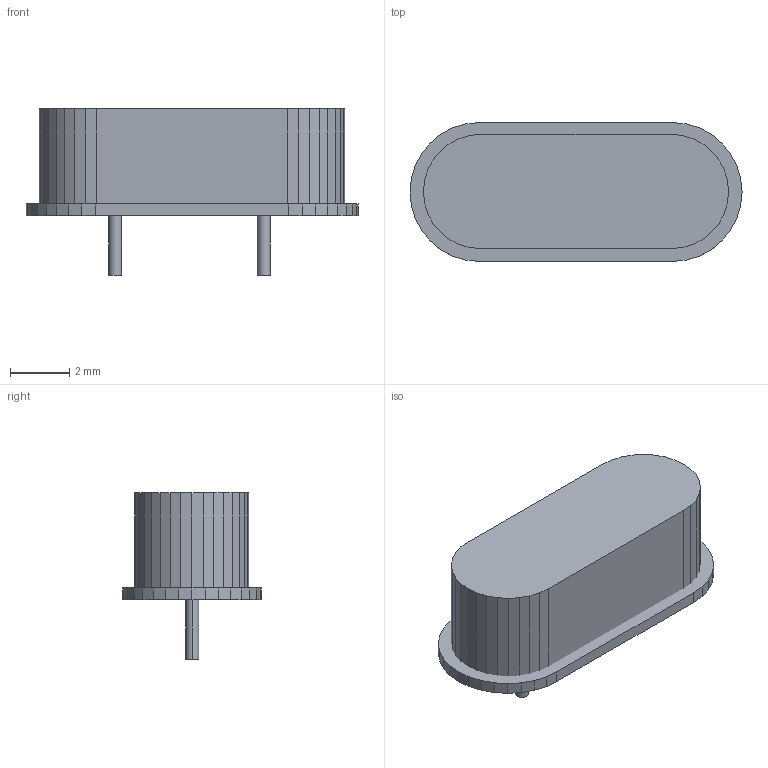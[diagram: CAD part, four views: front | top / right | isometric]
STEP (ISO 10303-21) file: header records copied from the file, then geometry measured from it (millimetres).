
FILE_DESCRIPTION (( 'STEP AP214' ), '1' );
FILE_NAME ('SW3dPS-HC49S.STEP', '2009-05-11T14:43:03', ( 'sysAdmin' ), ( 'SolidWorks' ), 'SwSTEP 2.0', 'SolidWorks 2009', '' );
FILE_SCHEMA (( 'AUTOMOTIVE_DESIGN' ));
Length unit declared in the file: millimetre
Products named in the file (10): SW3dPS-HC49S_Cylinder1; SW3dPS-HC49S_Extruded2; SW3dPS-HC49S_340978513; SW3dPS-HC49S; SW3dPS-HC49S_Extruded3; SW3dPS-HC49S_Open_CASCADE_STEP_translator_6.2_282.2; SW3dPS-HC49S_HC49S1; SW3dPS-HC49S_Open CASCADE STEP translator 6.2 316.2; SW3dPS-HC49S_340979409; SW3dPS-HC49S_340739185
Assembly tree (10 placements, depth 6):
  SW3dPS-HC49S
    SW3dPS-HC49S_Open CASCADE STEP translator 6.2 316.2
      SW3dPS-HC49S_HC49S1
        SW3dPS-HC49S_Open_CASCADE_STEP_translator_6.2_282.2
          SW3dPS-HC49S_340739185  x2
            SW3dPS-HC49S_Cylinder1
          SW3dPS-HC49S_340979409
            SW3dPS-HC49S_Extruded3
          SW3dPS-HC49S_340978513
            SW3dPS-HC49S_Extruded2
Bounding box: 11.17 x 4.67 x 5.6 mm (x, y, z)
Volume: 149.7 mm3; surface area: 274 mm2
Topology: 4 solids, 4 shells, 84 faces, 228 edges, 152 vertices
Faces by surface type: plane 80, cylinder 4
Entity records: 2830 total; most frequent: CARTESIAN_POINT 475, ORIENTED_EDGE 444, DIRECTION 422, EDGE_CURVE 222, VECTOR 216, LINE 216, VERTEX_POINT 148, AXIS2_PLACEMENT_3D 103
